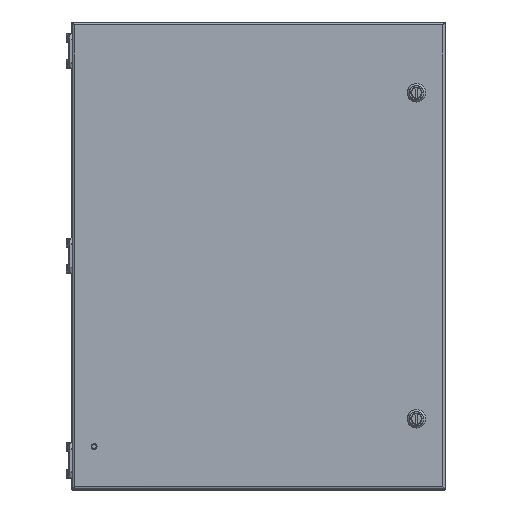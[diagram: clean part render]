
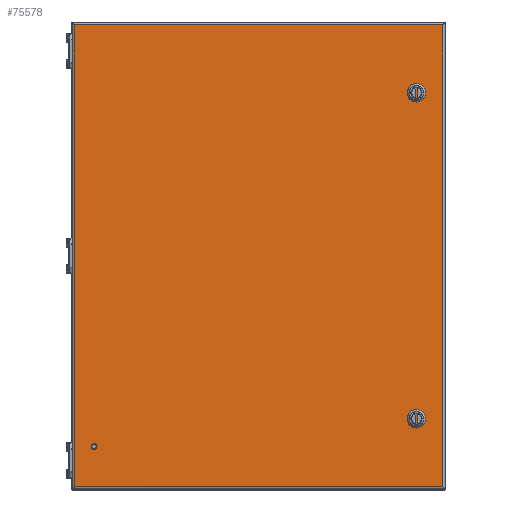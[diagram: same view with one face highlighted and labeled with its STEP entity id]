
A CAD part, top view. The second image highlights one B-rep face of the part: STEP entity #75578.
In plain terms, the highlighted planar face has unit normal (0, 0, 1).
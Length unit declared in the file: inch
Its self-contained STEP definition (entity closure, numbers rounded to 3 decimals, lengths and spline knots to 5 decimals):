
#2591 = DIRECTION ( 'NONE',  ( 0., -1., 0. ) ) ;
#4627 = CARTESIAN_POINT ( 'NONE',  ( -7.87212, 0., 8.18453 ) ) ;
#6567 = VERTEX_POINT ( 'NONE', #42816 ) ;
#7429 = DIRECTION ( 'NONE',  ( 0., 0., 1. ) ) ;
#7694 = EDGE_CURVE ( 'NONE', #38877, #6567, #37881, .T. ) ;
#9750 = VECTOR ( 'NONE', #2591, 39.37008 ) ;
#11570 = EDGE_LOOP ( 'NONE', ( #23990, #76700, #23478, #80844 ) ) ;
#11698 = LINE ( 'NONE', #81046, #25044 ) ;
#15141 = VECTOR ( 'NONE', #21260, 39.37008 ) ;
#21260 = DIRECTION ( 'NONE',  ( -1., 0., 0. ) ) ;
#23002 = EDGE_CURVE ( 'NONE', #58354, #38877, #59984, .T. ) ;
#23478 = ORIENTED_EDGE ( 'NONE', *, *, #23002, .T. ) ;
#23990 = ORIENTED_EDGE ( 'NONE', *, *, #34759, .T. ) ;
#25044 = VECTOR ( 'NONE', #41733, 39.37008 ) ;
#32801 = AXIS2_PLACEMENT_3D ( 'NONE', #54992, #7429, #94354 ) ;
#34759 = EDGE_CURVE ( 'NONE', #6567, #73574, #11698, .T. ) ;
#35450 = EDGE_CURVE ( 'NONE', #73574, #58354, #68335, .T. ) ;
#37881 = LINE ( 'NONE', #46672, #49666 ) ;
#38877 = VERTEX_POINT ( 'NONE', #68031 ) ;
#41733 = DIRECTION ( 'NONE',  ( 0., 1., 0. ) ) ;
#42816 = CARTESIAN_POINT ( 'NONE',  ( 7.87103, -9.87157, 8.18453 ) ) ;
#46672 = CARTESIAN_POINT ( 'NONE',  ( 0., -9.87157, 8.18453 ) ) ;
#49666 = VECTOR ( 'NONE', #101584, 39.37008 ) ;
#54992 = CARTESIAN_POINT ( 'NONE',  ( 0., 0., 8.18453 ) ) ;
#58354 = VERTEX_POINT ( 'NONE', #64911 ) ;
#59984 = LINE ( 'NONE', #4627, #9750 ) ;
#64911 = CARTESIAN_POINT ( 'NONE',  ( -7.87212, 9.87157, 8.18453 ) ) ;
#68031 = CARTESIAN_POINT ( 'NONE',  ( -7.87212, -9.87157, 8.18453 ) ) ;
#68335 = LINE ( 'NONE', #92165, #15141 ) ;
#70658 = CARTESIAN_POINT ( 'NONE',  ( 7.87103, 9.87157, 8.18453 ) ) ;
#71020 = FACE_OUTER_BOUND ( 'NONE', #11570, .T. ) ;
#73574 = VERTEX_POINT ( 'NONE', #70658 ) ;
#75578 = ADVANCED_FACE ( 'NONE', ( #71020 ), #78293, .T. ) ;
#76700 = ORIENTED_EDGE ( 'NONE', *, *, #35450, .T. ) ;
#78293 = PLANE ( 'NONE',  #32801 ) ;
#80844 = ORIENTED_EDGE ( 'NONE', *, *, #7694, .T. ) ;
#81046 = CARTESIAN_POINT ( 'NONE',  ( 7.87103, 0., 8.18453 ) ) ;
#92165 = CARTESIAN_POINT ( 'NONE',  ( 0., 9.87157, 8.18453 ) ) ;
#94354 = DIRECTION ( 'NONE',  ( 1., 0., 0. ) ) ;
#101584 = DIRECTION ( 'NONE',  ( 1., 0., 0. ) ) ;
